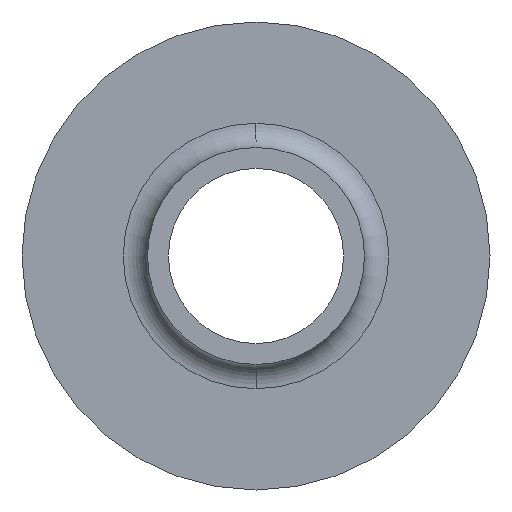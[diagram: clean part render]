
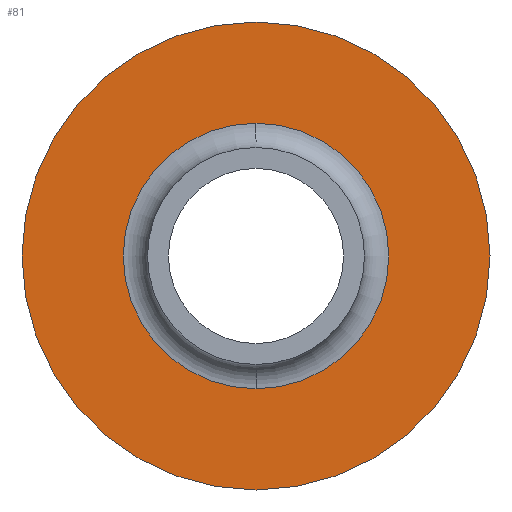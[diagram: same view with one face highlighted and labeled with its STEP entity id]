
A CAD part, front view. The second image highlights one B-rep face of the part: STEP entity #81.
In plain terms, the highlighted planar face has unit normal (0, -1, 0).
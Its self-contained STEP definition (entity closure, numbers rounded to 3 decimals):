
#81=ADVANCED_FACE('',(#149,#150),#151,.T.);
#149=FACE_OUTER_BOUND('',#206,.T.);
#150=FACE_BOUND('',#207,.T.);
#151=PLANE('',#208);
#206=EDGE_LOOP('',(#297,#298));
#207=EDGE_LOOP('',(#299,#300,#301));
#208=AXIS2_PLACEMENT_3D('',#302,#303,#304);
#297=ORIENTED_EDGE('',*,*,#356,.F.);
#298=ORIENTED_EDGE('',*,*,#379,.F.);
#299=ORIENTED_EDGE('',*,*,#364,.T.);
#300=ORIENTED_EDGE('',*,*,#377,.T.);
#301=ORIENTED_EDGE('',*,*,#365,.T.);
#302=CARTESIAN_POINT('',(-22.725,-3.5,0.0));
#303=DIRECTION('',(0.0,-1.0,0.0));
#304=DIRECTION('',(1.0,0.0,0.0));
#356=EDGE_CURVE('',#409,#412,#413,.T.);
#364=EDGE_CURVE('',#427,#425,#428,.T.);
#365=EDGE_CURVE('',#419,#427,#429,.T.);
#377=EDGE_CURVE('',#425,#419,#444,.T.);
#379=EDGE_CURVE('',#412,#409,#446,.T.);
#409=VERTEX_POINT('',#479);
#412=VERTEX_POINT('',#483);
#413=CIRCLE('',#484,29.0);
#419=VERTEX_POINT('',#491);
#425=VERTEX_POINT('',#497);
#427=VERTEX_POINT('',#499);
#428=CIRCLE('',#500,16.45);
#429=CIRCLE('',#501,16.45);
#444=CIRCLE('',#518,16.45);
#446=CIRCLE('',#520,29.0);
#479=CARTESIAN_POINT('',(-29.0,-3.5,0.0));
#483=CARTESIAN_POINT('',(29.0,-3.5,0.));
#484=AXIS2_PLACEMENT_3D('',#555,#556,#557);
#491=CARTESIAN_POINT('',(0.,-3.5,-16.45));
#497=CARTESIAN_POINT('',(0.,-3.5,16.45));
#499=CARTESIAN_POINT('',(-16.45,-3.5,0.0));
#500=AXIS2_PLACEMENT_3D('',#574,#575,#576);
#501=AXIS2_PLACEMENT_3D('',#577,#578,#579);
#518=AXIS2_PLACEMENT_3D('',#597,#598,#599);
#520=AXIS2_PLACEMENT_3D('',#600,#601,#602);
#555=CARTESIAN_POINT('',(0.0,-3.5,0.0));
#556=DIRECTION('',(0.0,1.0,0.0));
#557=DIRECTION('',(-1.0,0.0,0.0));
#574=CARTESIAN_POINT('',(0.0,-3.5,0.0));
#575=DIRECTION('',(0.0,1.0,0.0));
#576=DIRECTION('',(-1.0,0.0,0.0));
#577=CARTESIAN_POINT('',(0.0,-3.5,0.0));
#578=DIRECTION('',(0.0,1.0,0.0));
#579=DIRECTION('',(-1.0,0.0,0.0));
#597=CARTESIAN_POINT('',(0.0,-3.5,0.0));
#598=DIRECTION('',(0.0,1.0,0.0));
#599=DIRECTION('',(-1.0,0.0,0.0));
#600=CARTESIAN_POINT('',(0.0,-3.5,0.0));
#601=DIRECTION('',(0.0,1.0,0.0));
#602=DIRECTION('',(-1.0,0.0,0.0));
